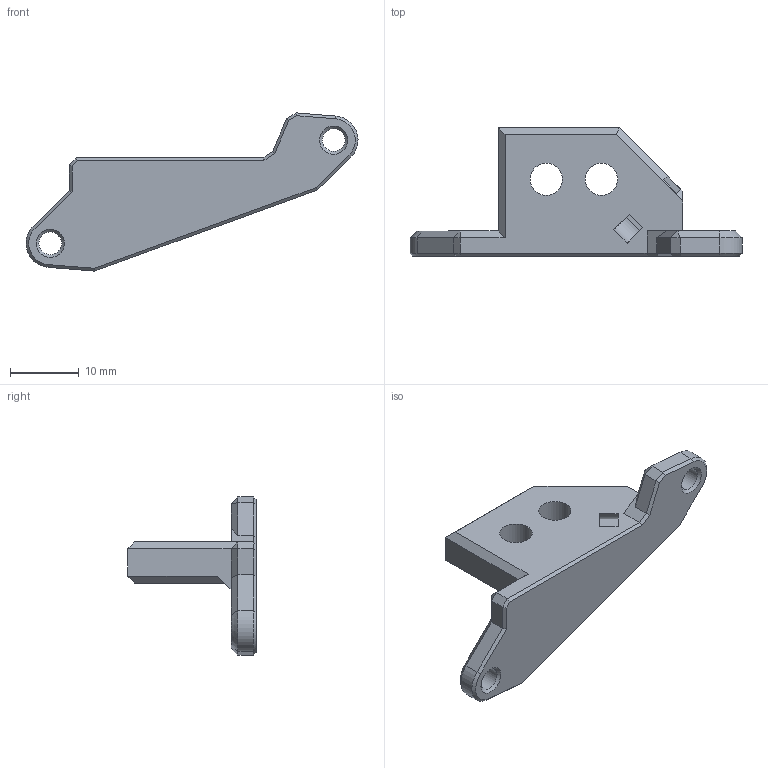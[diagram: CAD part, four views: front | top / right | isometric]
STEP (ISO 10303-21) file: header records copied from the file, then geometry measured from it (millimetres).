
FILE_DESCRIPTION(/* description */ (''),/* implementation_level */ '2;1');
FILE_NAME(/* name */ 'Chain_Anchor_2_Hole_V2.4.step',/* time_stamp */ '2023-10-21T10:59:33+02:00',/* author */ (''),/* organization */ (''),/* preprocessor_version */ 'ST-DEVELOPER v20',/* originating_system */ 'Autodesk Translation Framework v12.14.0.127',/* authorisation */ '');
FILE_SCHEMA (('AUTOMOTIVE_DESIGN { 1 0 10303 214 3 1 1 }'));
Length unit declared in the file: millimetre
Products named in the file (1): Chain_Anchor_2_Hole_V2_Trident
Bounding box: 48.25 x 18.66 x 22.99 mm (x, y, z)
Volume: 3652.4 mm3; surface area: 2413 mm2
Topology: 1 solids, 1 shells, 71 faces, 175 edges, 105 vertices
Faces by surface type: plane 54, cylinder 9, cone 8
Full cylindrical faces by diameter (mm): 3.3 x2, 4.7 x2
Entity records: 2095 total; most frequent: CARTESIAN_POINT 352, ORIENTED_EDGE 350, DIRECTION 345, EDGE_CURVE 175, LINE 149, VECTOR 149, VERTEX_POINT 105, AXIS2_PLACEMENT_3D 98
